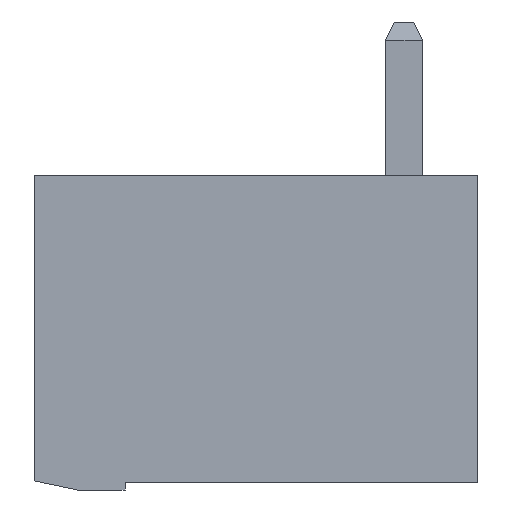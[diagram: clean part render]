
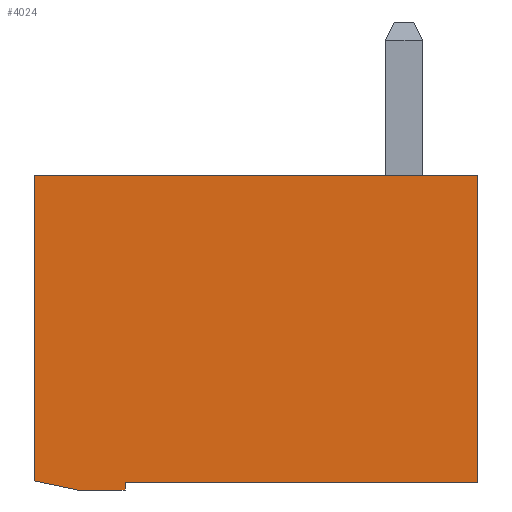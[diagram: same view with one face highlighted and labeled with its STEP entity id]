
A CAD part, left-side view. The second image highlights one B-rep face of the part: STEP entity #4024.
In plain terms, the highlighted planar face has unit normal (-1, 0, 0).
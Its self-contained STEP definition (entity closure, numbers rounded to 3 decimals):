
#134 = LINE ( 'NONE', #6690, #9539 ) ;
#422 = EDGE_CURVE ( 'NONE', #5392, #5968, #6150, .T. ) ;
#843 = CARTESIAN_POINT ( 'NONE',  ( -23.36, 10.5, -2.705 ) ) ;
#995 = DIRECTION ( 'NONE',  ( 0., -1., 0. ) ) ;
#1031 = ORIENTED_EDGE ( 'NONE', *, *, #4318, .F. ) ;
#1549 = CARTESIAN_POINT ( 'NONE',  ( -23.36, -1.5, 5.05 ) ) ;
#2163 = CARTESIAN_POINT ( 'NONE',  ( -23.36, 9.327, -3.45 ) ) ;
#2282 = VERTEX_POINT ( 'NONE', #5444 ) ;
#2590 = CARTESIAN_POINT ( 'NONE',  ( -23.36, 8.04, -3.45 ) ) ;
#2751 = CARTESIAN_POINT ( 'NONE',  ( -23.36, 8.04, -3.25 ) ) ;
#3372 = EDGE_LOOP ( 'NONE', ( #11559, #7729, #6204, #7771, #8233, #5169, #1031 ) ) ;
#3399 = FACE_OUTER_BOUND ( 'NONE', #3372, .T. ) ;
#3481 = DIRECTION ( 'NONE',  ( 0., 1., 0. ) ) ;
#3739 = EDGE_CURVE ( 'NONE', #9657, #5392, #7400, .T. ) ;
#3843 = CARTESIAN_POINT ( 'NONE',  ( -23.36, -1.5, -3.25 ) ) ;
#3873 = EDGE_CURVE ( 'NONE', #9944, #8597, #10068, .T. ) ;
#3896 = LINE ( 'NONE', #3843, #5160 ) ;
#4024 = ADVANCED_FACE ( 'NONE', ( #3399 ), #4237, .T. ) ;
#4237 = PLANE ( 'NONE',  #11922 ) ;
#4318 = EDGE_CURVE ( 'NONE', #9581, #9944, #3896, .T. ) ;
#4487 = CARTESIAN_POINT ( 'NONE',  ( -23.36, 10.5, -3.205 ) ) ;
#4542 = DIRECTION ( 'NONE',  ( -1., 0., 0. ) ) ;
#4750 = DIRECTION ( 'NONE',  ( 0., 0., -1. ) ) ;
#5160 = VECTOR ( 'NONE', #4750, 1000. ) ;
#5169 = ORIENTED_EDGE ( 'NONE', *, *, #3873, .F. ) ;
#5392 = VERTEX_POINT ( 'NONE', #2163 ) ;
#5444 = CARTESIAN_POINT ( 'NONE',  ( -23.36, 10.5, 5.05 ) ) ;
#5797 = VECTOR ( 'NONE', #11576, 1000. ) ;
#5968 = VERTEX_POINT ( 'NONE', #4487 ) ;
#6150 = LINE ( 'NONE', #7873, #5797 ) ;
#6204 = ORIENTED_EDGE ( 'NONE', *, *, #422, .F. ) ;
#6426 = EDGE_CURVE ( 'NONE', #2282, #9581, #134, .T. ) ;
#6525 = VECTOR ( 'NONE', #7987, 1000. ) ;
#6690 = CARTESIAN_POINT ( 'NONE',  ( -23.36, 10.5, 5.05 ) ) ;
#7000 = EDGE_CURVE ( 'NONE', #8597, #9657, #8152, .T. ) ;
#7260 = VECTOR ( 'NONE', #8281, 1000. ) ;
#7340 = CARTESIAN_POINT ( 'NONE',  ( -23.36, -1.5, 5.05 ) ) ;
#7400 = LINE ( 'NONE', #9942, #10324 ) ;
#7729 = ORIENTED_EDGE ( 'NONE', *, *, #11835, .F. ) ;
#7771 = ORIENTED_EDGE ( 'NONE', *, *, #3739, .F. ) ;
#7873 = CARTESIAN_POINT ( 'NONE',  ( -23.36, 10.5, -3.205 ) ) ;
#7916 = CARTESIAN_POINT ( 'NONE',  ( -23.36, 8.04, -3.25 ) ) ;
#7987 = DIRECTION ( 'NONE',  ( 0., 0., 1. ) ) ;
#8152 = LINE ( 'NONE', #10083, #7260 ) ;
#8233 = ORIENTED_EDGE ( 'NONE', *, *, #7000, .F. ) ;
#8281 = DIRECTION ( 'NONE',  ( 0., 0., -1. ) ) ;
#8597 = VERTEX_POINT ( 'NONE', #7916 ) ;
#9085 = LINE ( 'NONE', #843, #6525 ) ;
#9539 = VECTOR ( 'NONE', #995, 1000. ) ;
#9581 = VERTEX_POINT ( 'NONE', #1549 ) ;
#9657 = VERTEX_POINT ( 'NONE', #2590 ) ;
#9923 = DIRECTION ( 'NONE',  ( 0., 0., 1. ) ) ;
#9936 = CARTESIAN_POINT ( 'NONE',  ( -23.36, -1.5, -3.25 ) ) ;
#9942 = CARTESIAN_POINT ( 'NONE',  ( -23.36, 9.327, -3.45 ) ) ;
#9944 = VERTEX_POINT ( 'NONE', #9936 ) ;
#10068 = LINE ( 'NONE', #2751, #11910 ) ;
#10083 = CARTESIAN_POINT ( 'NONE',  ( -23.36, 8.04, -3.45 ) ) ;
#10324 = VECTOR ( 'NONE', #10992, 1000. ) ;
#10992 = DIRECTION ( 'NONE',  ( 0., 1., 0. ) ) ;
#11559 = ORIENTED_EDGE ( 'NONE', *, *, #6426, .F. ) ;
#11576 = DIRECTION ( 'NONE',  ( 0., 0.979, 0.205 ) ) ;
#11835 = EDGE_CURVE ( 'NONE', #5968, #2282, #9085, .T. ) ;
#11910 = VECTOR ( 'NONE', #3481, 1000. ) ;
#11922 = AXIS2_PLACEMENT_3D ( 'NONE', #7340, #4542, #9923 ) ;
